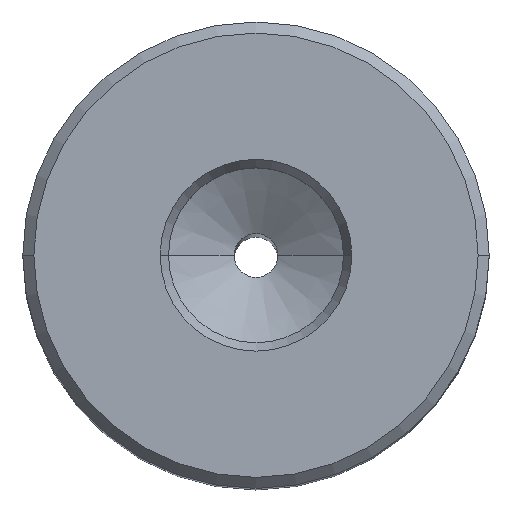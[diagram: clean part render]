
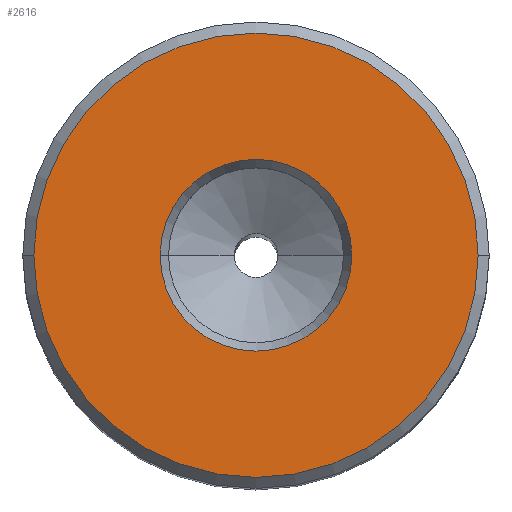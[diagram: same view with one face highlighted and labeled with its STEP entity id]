
A CAD part, top view. The second image highlights one B-rep face of the part: STEP entity #2616.
In plain terms, the highlighted planar face has unit normal (0, 0, 1).
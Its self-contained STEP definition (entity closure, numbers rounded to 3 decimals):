
#120 = CARTESIAN_POINT ( 'NONE',  ( 15.24, 0., 60. ) ) ;
#319 = VERTEX_POINT ( 'NONE', #7417 ) ;
#522 = CARTESIAN_POINT ( 'NONE',  ( 0., 0., 60. ) ) ;
#790 = CARTESIAN_POINT ( 'NONE',  ( -15.24, 0., 60. ) ) ;
#1013 = DIRECTION ( 'NONE',  ( 1., 0., 0. ) ) ;
#1651 = EDGE_LOOP ( 'NONE', ( #2976, #13463 ) ) ;
#1717 = DIRECTION ( 'NONE',  ( 1., 0., 0. ) ) ;
#2084 = AXIS2_PLACEMENT_3D ( 'NONE', #5755, #14245, #6965 ) ;
#2616 = ADVANCED_FACE ( 'NONE', ( #5115, #11555 ), #11682, .F. ) ;
#2906 = CARTESIAN_POINT ( 'NONE',  ( 0., 0., 60. ) ) ;
#2976 = ORIENTED_EDGE ( 'NONE', *, *, #5431, .F. ) ;
#3285 = CIRCLE ( 'NONE', #9001, 15.24 ) ;
#3300 = EDGE_CURVE ( 'NONE', #319, #12387, #15727, .T. ) ;
#3344 = DIRECTION ( 'NONE',  ( 0., 0., -1. ) ) ;
#3496 = VERTEX_POINT ( 'NONE', #120 ) ;
#4106 = DIRECTION ( 'NONE',  ( -1., 0., 0. ) ) ;
#5115 = FACE_BOUND ( 'NONE', #12105, .T. ) ;
#5431 = EDGE_CURVE ( 'NONE', #7949, #3496, #3285, .T. ) ;
#5667 = EDGE_CURVE ( 'NONE', #12387, #319, #7299, .T. ) ;
#5755 = CARTESIAN_POINT ( 'NONE',  ( 0., 0., 60. ) ) ;
#6965 = DIRECTION ( 'NONE',  ( -1., 0., 0. ) ) ;
#7299 = CIRCLE ( 'NONE', #15207, 6.577 ) ;
#7417 = CARTESIAN_POINT ( 'NONE',  ( 6.577, 0., 60. ) ) ;
#7949 = VERTEX_POINT ( 'NONE', #790 ) ;
#8339 = DIRECTION ( 'NONE',  ( 0., 0., 1. ) ) ;
#8357 = ORIENTED_EDGE ( 'NONE', *, *, #5667, .F. ) ;
#9001 = AXIS2_PLACEMENT_3D ( 'NONE', #2906, #11413, #4106 ) ;
#9031 = DIRECTION ( 'NONE',  ( 0., 0., 1. ) ) ;
#9459 = CARTESIAN_POINT ( 'NONE',  ( -6.577, 0., 60. ) ) ;
#9652 = ORIENTED_EDGE ( 'NONE', *, *, #3300, .F. ) ;
#9768 = AXIS2_PLACEMENT_3D ( 'NONE', #10620, #3344, #11873 ) ;
#10410 = EDGE_CURVE ( 'NONE', #3496, #7949, #11391, .T. ) ;
#10620 = CARTESIAN_POINT ( 'NONE',  ( 0., 0., 60. ) ) ;
#11391 = CIRCLE ( 'NONE', #9768, 15.24 ) ;
#11413 = DIRECTION ( 'NONE',  ( 0., 0., -1. ) ) ;
#11555 = FACE_OUTER_BOUND ( 'NONE', #1651, .T. ) ;
#11682 = PLANE ( 'NONE',  #2084 ) ;
#11873 = DIRECTION ( 'NONE',  ( -1., 0., 0. ) ) ;
#12105 = EDGE_LOOP ( 'NONE', ( #9652, #8357 ) ) ;
#12387 = VERTEX_POINT ( 'NONE', #9459 ) ;
#13463 = ORIENTED_EDGE ( 'NONE', *, *, #10410, .F. ) ;
#14245 = DIRECTION ( 'NONE',  ( 0., 0., -1. ) ) ;
#14757 = AXIS2_PLACEMENT_3D ( 'NONE', #15596, #8339, #1013 ) ;
#15207 = AXIS2_PLACEMENT_3D ( 'NONE', #522, #9031, #1717 ) ;
#15596 = CARTESIAN_POINT ( 'NONE',  ( 0., 0., 60. ) ) ;
#15727 = CIRCLE ( 'NONE', #14757, 6.577 ) ;
